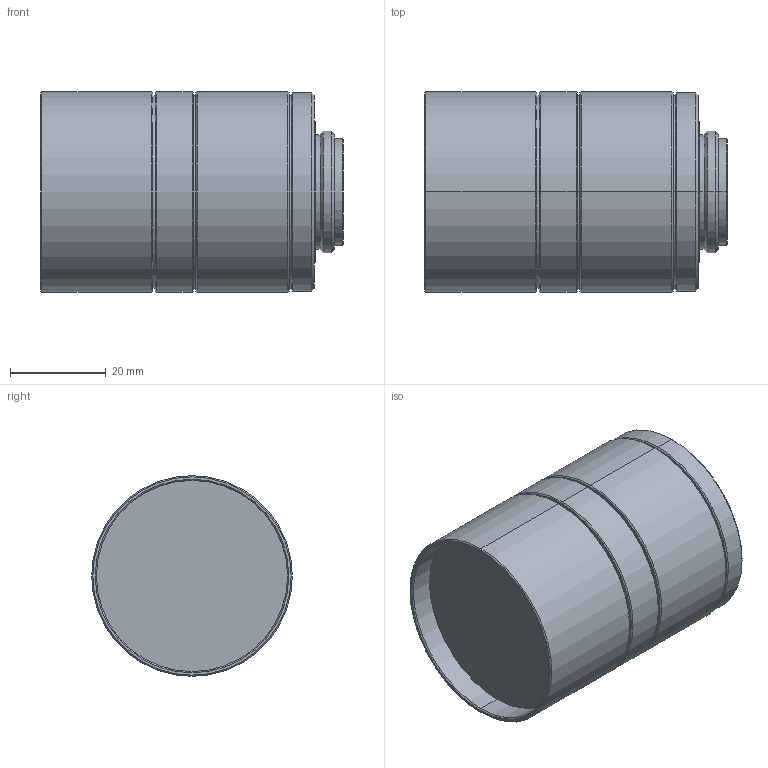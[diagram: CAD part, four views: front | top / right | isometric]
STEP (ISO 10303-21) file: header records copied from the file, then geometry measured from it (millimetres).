
FILE_DESCRIPTION(/* description */ ('AP214 STEP file'),/* implementation_level */ '2;1');
FILE_NAME(/* name */ 'FL-BC2518-9M',/* time_stamp */ '2015-09-02T11:25:06+02:00',/* author */ (''),/* organization */ (''),/* preprocessor_version */ '',/* originating_system */ 'UNIGRAPHICS',/* authorisation */ '');
FILE_SCHEMA (('AUTOMOTIVE_DESIGN'));
Length unit declared in the file: millimetre
Products named in the file (1): FL-BC2518-9M
Bounding box: 63.4 x 42 x 42 mm (x, y, z)
Volume: 75513.7 mm3; surface area: 11847.4 mm2
Topology: 1 solids, 1 shells, 60 faces, 118 edges, 70 vertices
Faces by surface type: cone 26, cylinder 22, plane 12
Entity records: 1419 total; most frequent: ORIENTED_EDGE 236, CARTESIAN_POINT 214, AXIS2_PLACEMENT_3D 131, STYLED_ITEM 120, EDGE_CURVE 118, CIRCLE 70, VERTEX_POINT 70, EDGE_LOOP 70
